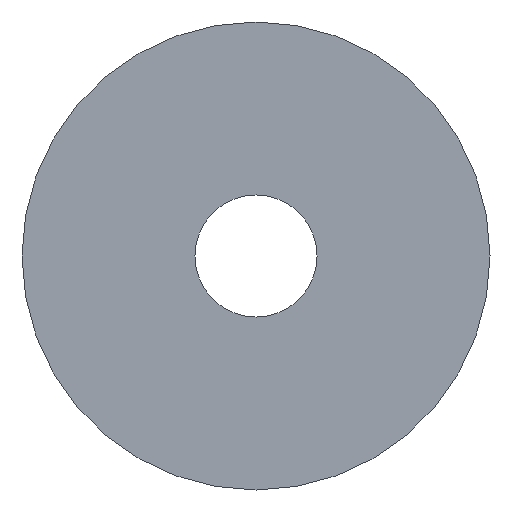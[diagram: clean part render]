
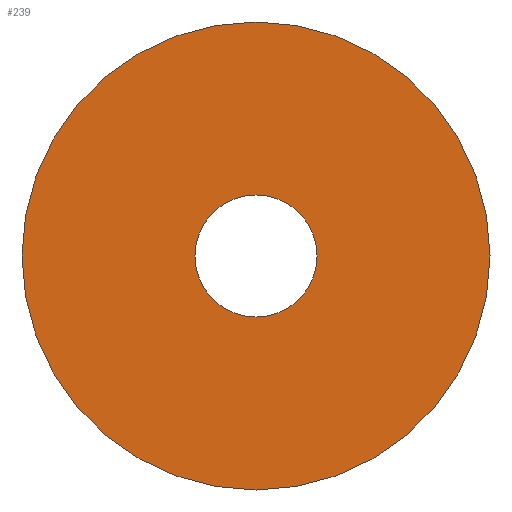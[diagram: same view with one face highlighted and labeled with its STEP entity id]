
A CAD part, front view. The second image highlights one B-rep face of the part: STEP entity #239.
In plain terms, the highlighted planar face has unit normal (0, -1, 0).
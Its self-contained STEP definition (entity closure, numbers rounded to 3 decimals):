
#15 = EDGE_LOOP ( 'NONE', ( #476, #167 ) ) ;
#22 = CARTESIAN_POINT ( 'NONE',  ( 0., 0., 8.05 ) ) ;
#25 = DIRECTION ( 'NONE',  ( 0., -1., 0. ) ) ;
#33 = DIRECTION ( 'NONE',  ( 0., 0., -1. ) ) ;
#45 = AXIS2_PLACEMENT_3D ( 'NONE', #334, #61, #255 ) ;
#53 = AXIS2_PLACEMENT_3D ( 'NONE', #473, #251, #59 ) ;
#59 = DIRECTION ( 'NONE',  ( 0., 0., 1. ) ) ;
#61 = DIRECTION ( 'NONE',  ( 0., 1., 0. ) ) ;
#63 = VERTEX_POINT ( 'NONE', #22 ) ;
#74 = CARTESIAN_POINT ( 'NONE',  ( 0., 0., 0. ) ) ;
#81 = ORIENTED_EDGE ( 'NONE', *, *, #296, .F. ) ;
#132 = VERTEX_POINT ( 'NONE', #168 ) ;
#133 = AXIS2_PLACEMENT_3D ( 'NONE', #176, #25, #33 ) ;
#136 = CIRCLE ( 'NONE', #53, 8.05 ) ;
#139 = EDGE_CURVE ( 'NONE', #63, #132, #136, .T. ) ;
#167 = ORIENTED_EDGE ( 'NONE', *, *, #139, .F. ) ;
#168 = CARTESIAN_POINT ( 'NONE',  ( 0., 0., -8.05 ) ) ;
#176 = CARTESIAN_POINT ( 'NONE',  ( 0., 0., 0. ) ) ;
#177 = EDGE_LOOP ( 'NONE', ( #81, #234 ) ) ;
#184 = CARTESIAN_POINT ( 'NONE',  ( 0., 0., -2.1 ) ) ;
#189 = CIRCLE ( 'NONE', #45, 8.05 ) ;
#208 = FACE_BOUND ( 'NONE', #177, .T. ) ;
#210 = AXIS2_PLACEMENT_3D ( 'NONE', #74, #300, #301 ) ;
#234 = ORIENTED_EDGE ( 'NONE', *, *, #459, .F. ) ;
#239 = ADVANCED_FACE ( 'NONE', ( #208, #256 ), #246, .F. ) ;
#246 = PLANE ( 'NONE',  #364 ) ;
#251 = DIRECTION ( 'NONE',  ( 0., 1., 0. ) ) ;
#253 = DIRECTION ( 'NONE',  ( 0., 0., 1. ) ) ;
#255 = DIRECTION ( 'NONE',  ( 0., 0., 1. ) ) ;
#256 = FACE_OUTER_BOUND ( 'NONE', #15, .T. ) ;
#263 = EDGE_CURVE ( 'NONE', #132, #63, #189, .T. ) ;
#279 = CIRCLE ( 'NONE', #133, 2.1 ) ;
#296 = EDGE_CURVE ( 'NONE', #486, #346, #279, .T. ) ;
#300 = DIRECTION ( 'NONE',  ( 0., -1., 0. ) ) ;
#301 = DIRECTION ( 'NONE',  ( 0., 0., -1. ) ) ;
#331 = CARTESIAN_POINT ( 'NONE',  ( 0., 0., 0. ) ) ;
#332 = CIRCLE ( 'NONE', #210, 2.1 ) ;
#334 = CARTESIAN_POINT ( 'NONE',  ( 0., 0., 0. ) ) ;
#346 = VERTEX_POINT ( 'NONE', #413 ) ;
#364 = AXIS2_PLACEMENT_3D ( 'NONE', #331, #414, #253 ) ;
#413 = CARTESIAN_POINT ( 'NONE',  ( 0., 0., 2.1 ) ) ;
#414 = DIRECTION ( 'NONE',  ( 0., 1., 0. ) ) ;
#459 = EDGE_CURVE ( 'NONE', #346, #486, #332, .T. ) ;
#473 = CARTESIAN_POINT ( 'NONE',  ( 0., 0., 0. ) ) ;
#476 = ORIENTED_EDGE ( 'NONE', *, *, #263, .F. ) ;
#486 = VERTEX_POINT ( 'NONE', #184 ) ;
